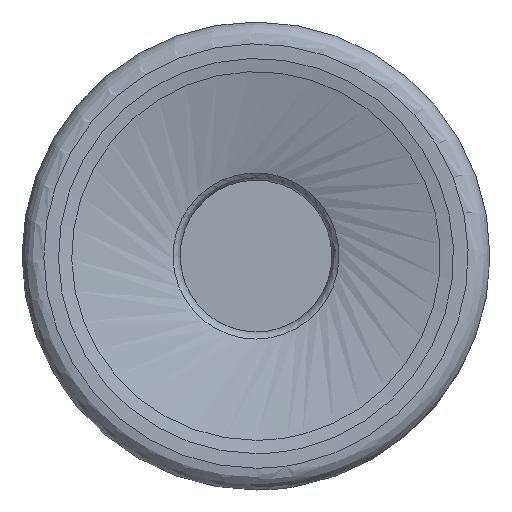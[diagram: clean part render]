
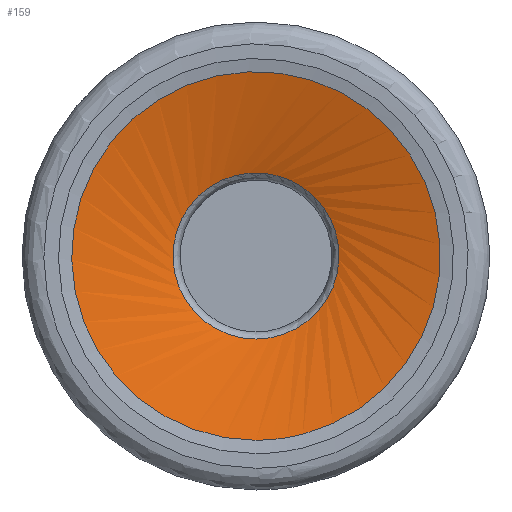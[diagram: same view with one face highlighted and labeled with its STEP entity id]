
A CAD part, left-side view. The second image highlights one B-rep face of the part: STEP entity #159.
In plain terms, the highlighted face is a revolution surface.
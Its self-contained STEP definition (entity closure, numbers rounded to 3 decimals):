
#41=B_SPLINE_CURVE_WITH_KNOTS('',3,(#958,#959,#960,#961,#962,#963,#964,
#965,#966,#967),.UNSPECIFIED.,.F.,.F.,(4,2,2,2,4),(0.,0.25,0.5,0.75,1.),
 .UNSPECIFIED.);
#54=SURFACE_OF_REVOLUTION('',#41,#69);
#69=AXIS1_PLACEMENT('',#968,#752);
#159=ADVANCED_FACE('',(#238,#239),#54,.T.);
#238=FACE_BOUND('',#318,.T.);
#239=FACE_BOUND('',#319,.T.);
#318=EDGE_LOOP('',(#398));
#319=EDGE_LOOP('',(#399));
#398=ORIENTED_EDGE('',*,*,#483,.F.);
#399=ORIENTED_EDGE('',*,*,#482,.T.);
#442=VERTEX_POINT('',#941);
#443=VERTEX_POINT('',#957);
#482=EDGE_CURVE('',#442,#442,#522,.T.);
#483=EDGE_CURVE('',#443,#443,#523,.T.);
#522=CIRCLE('',#601,2.846);
#523=CIRCLE('',#602,6.315);
#601=AXIS2_PLACEMENT_3D('',#940,#747,#748);
#602=AXIS2_PLACEMENT_3D('',#956,#750,#751);
#747=DIRECTION('',(1.,0.,0.));
#748=DIRECTION('',(0.,0.,-1.));
#750=DIRECTION('',(1.,0.,0.));
#751=DIRECTION('',(0.,0.,-1.));
#752=DIRECTION('',(1.,0.,0.));
#940=CARTESIAN_POINT('',(1.111,0.,0.));
#941=CARTESIAN_POINT('',(1.111,0.,-2.846));
#956=CARTESIAN_POINT('',(0.106,0.,0.));
#957=CARTESIAN_POINT('',(0.106,0.,-6.315));
#958=CARTESIAN_POINT('',(1.111,-2.5,1.359));
#959=CARTESIAN_POINT('',(1.024,-2.812,1.288));
#960=CARTESIAN_POINT('',(0.945,-3.135,1.213));
#961=CARTESIAN_POINT('',(0.781,-3.772,1.066));
#962=CARTESIAN_POINT('',(0.696,-4.087,0.994));
#963=CARTESIAN_POINT('',(0.525,-4.715,0.851));
#964=CARTESIAN_POINT('',(0.442,-5.033,0.777));
#965=CARTESIAN_POINT('',(0.277,-5.669,0.631));
#966=CARTESIAN_POINT('',(0.188,-5.979,0.561));
#967=CARTESIAN_POINT('',(0.106,-6.297,0.488));
#968=CARTESIAN_POINT('',(1.144,0.,0.));
